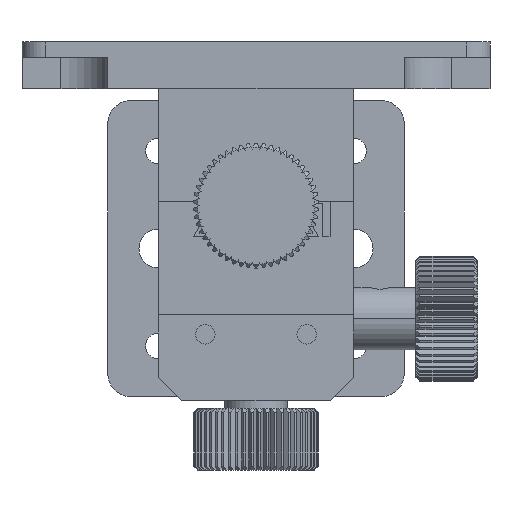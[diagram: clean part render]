
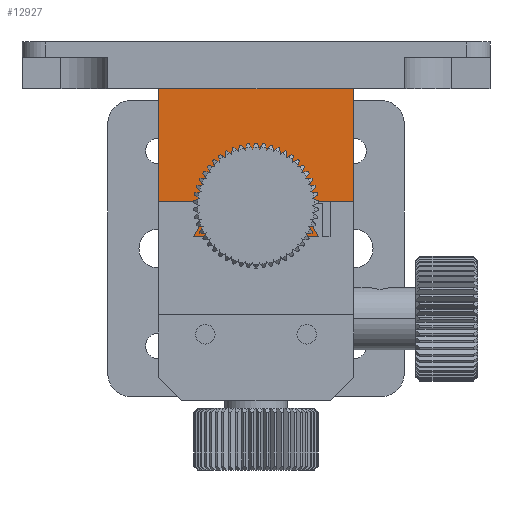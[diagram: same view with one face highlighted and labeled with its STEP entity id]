
A CAD part, front view. The second image highlights one B-rep face of the part: STEP entity #12927.
In plain terms, the highlighted planar face has unit normal (0, -1, 0).
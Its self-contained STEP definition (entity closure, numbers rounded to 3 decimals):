
#474 = CARTESIAN_POINT ( 'NONE',  ( 12.5, -17., -14.5 ) ) ;
#1030 = EDGE_CURVE ( 'NONE', #19958, #10810, #5006, .T. ) ;
#1257 = VERTEX_POINT ( 'NONE', #11262 ) ;
#1677 = EDGE_CURVE ( 'NONE', #29191, #7396, #36858, .T. ) ;
#2180 = CARTESIAN_POINT ( 'NONE',  ( 5.402, -17., -14.5 ) ) ;
#2988 = CIRCLE ( 'NONE', #3514, 5. ) ;
#3436 = EDGE_CURVE ( 'NONE', #6663, #27072, #2988, .T. ) ;
#3512 = EDGE_CURVE ( 'NONE', #32963, #17919, #14805, .T. ) ;
#3514 = AXIS2_PLACEMENT_3D ( 'NONE', #25556, #25430, #7536 ) ;
#3802 = DIRECTION ( 'NONE',  ( 1., 0., 0. ) ) ;
#3968 = CARTESIAN_POINT ( 'NONE',  ( 8., -17., -19. ) ) ;
#4093 = DIRECTION ( 'NONE',  ( 0.5, 0., -0.866 ) ) ;
#4638 = EDGE_CURVE ( 'NONE', #1257, #19816, #30586, .T. ) ;
#4672 = PLANE ( 'NONE',  #28900 ) ;
#4852 = VECTOR ( 'NONE', #11340, 1000. ) ;
#5006 = CIRCLE ( 'NONE', #8231, 5. ) ;
#5239 = VECTOR ( 'NONE', #22274, 1000. ) ;
#6071 = LINE ( 'NONE', #33723, #16027 ) ;
#6663 = VERTEX_POINT ( 'NONE', #10278 ) ;
#6686 = VECTOR ( 'NONE', #12000, 1000. ) ;
#7396 = VERTEX_POINT ( 'NONE', #33592 ) ;
#7481 = VERTEX_POINT ( 'NONE', #32062 ) ;
#7536 = DIRECTION ( 'NONE',  ( 1., 0., 0. ) ) ;
#8231 = AXIS2_PLACEMENT_3D ( 'NONE', #21832, #16071, #3802 ) ;
#8414 = CARTESIAN_POINT ( 'NONE',  ( -8., -17., -19. ) ) ;
#8508 = CARTESIAN_POINT ( 'NONE',  ( -5.402, -17., -14.5 ) ) ;
#8568 = CARTESIAN_POINT ( 'NONE',  ( -12.5, -17., -14.5 ) ) ;
#9225 = DIRECTION ( 'NONE',  ( 0.5, 0., 0.866 ) ) ;
#10278 = CARTESIAN_POINT ( 'NONE',  ( -3., -17., -19. ) ) ;
#10431 = VECTOR ( 'NONE', #9225, 1000. ) ;
#10461 = DIRECTION ( 'NONE',  ( 1., 0., 0. ) ) ;
#10810 = VERTEX_POINT ( 'NONE', #20067 ) ;
#10950 = LINE ( 'NONE', #13588, #5239 ) ;
#11262 = CARTESIAN_POINT ( 'NONE',  ( -8., -17., -19. ) ) ;
#11340 = DIRECTION ( 'NONE',  ( -1., 0., 0. ) ) ;
#12000 = DIRECTION ( 'NONE',  ( 0., 0., -1. ) ) ;
#12011 = CARTESIAN_POINT ( 'NONE',  ( -8., -17., -19. ) ) ;
#12039 = ORIENTED_EDGE ( 'NONE', *, *, #23029, .T. ) ;
#12144 = EDGE_LOOP ( 'NONE', ( #15889, #15076, #12039, #17753, #27973, #16677, #35130, #25344, #38474, #23194, #17110, #31390 ) ) ;
#12392 = CARTESIAN_POINT ( 'NONE',  ( 12.5, -17., -14.5 ) ) ;
#12611 = EDGE_CURVE ( 'NONE', #7396, #20386, #34170, .T. ) ;
#12927 = ADVANCED_FACE ( 'NONE', ( #17377 ), #4672, .F. ) ;
#13117 = VECTOR ( 'NONE', #32879, 1000. ) ;
#13588 = CARTESIAN_POINT ( 'NONE',  ( 3., -17., -19. ) ) ;
#13779 = CARTESIAN_POINT ( 'NONE',  ( 0., -17., -15. ) ) ;
#14309 = DIRECTION ( 'NONE',  ( -1., 0., 0. ) ) ;
#14805 = LINE ( 'NONE', #2180, #19968 ) ;
#15076 = ORIENTED_EDGE ( 'NONE', *, *, #3436, .T. ) ;
#15077 = CARTESIAN_POINT ( 'NONE',  ( -12.5, -17., -14.5 ) ) ;
#15889 = ORIENTED_EDGE ( 'NONE', *, *, #21082, .F. ) ;
#16027 = VECTOR ( 'NONE', #30456, 1000. ) ;
#16071 = DIRECTION ( 'NONE',  ( 0., 1., 0. ) ) ;
#16304 = DIRECTION ( 'NONE',  ( 0., 1., 0. ) ) ;
#16677 = ORIENTED_EDGE ( 'NONE', *, *, #21317, .F. ) ;
#16708 = CARTESIAN_POINT ( 'NONE',  ( 12.5, -17., 0. ) ) ;
#17110 = ORIENTED_EDGE ( 'NONE', *, *, #19437, .F. ) ;
#17209 = EDGE_CURVE ( 'NONE', #7481, #10810, #10950, .T. ) ;
#17377 = FACE_OUTER_BOUND ( 'NONE', #12144, .T. ) ;
#17632 = CARTESIAN_POINT ( 'NONE',  ( 5.402, -17., -14.5 ) ) ;
#17753 = ORIENTED_EDGE ( 'NONE', *, *, #1030, .T. ) ;
#17919 = VERTEX_POINT ( 'NONE', #17632 ) ;
#19196 = CARTESIAN_POINT ( 'NONE',  ( -5., -17., -15. ) ) ;
#19437 = EDGE_CURVE ( 'NONE', #19816, #29191, #6071, .T. ) ;
#19816 = VERTEX_POINT ( 'NONE', #8508 ) ;
#19915 = LINE ( 'NONE', #12392, #6686 ) ;
#19958 = VERTEX_POINT ( 'NONE', #29893 ) ;
#19968 = VECTOR ( 'NONE', #14309, 1000. ) ;
#20067 = CARTESIAN_POINT ( 'NONE',  ( 3., -17., -19. ) ) ;
#20386 = VERTEX_POINT ( 'NONE', #23882 ) ;
#21044 = VECTOR ( 'NONE', #34650, 1000. ) ;
#21082 = EDGE_CURVE ( 'NONE', #6663, #1257, #34369, .T. ) ;
#21160 = AXIS2_PLACEMENT_3D ( 'NONE', #13779, #34678, #32074 ) ;
#21168 = CIRCLE ( 'NONE', #21160, 5. ) ;
#21256 = EDGE_CURVE ( 'NONE', #20386, #32963, #19915, .T. ) ;
#21317 = EDGE_CURVE ( 'NONE', #17919, #7481, #30130, .T. ) ;
#21832 = CARTESIAN_POINT ( 'NONE',  ( 0., -17., -15. ) ) ;
#22274 = DIRECTION ( 'NONE',  ( -1., 0., 0. ) ) ;
#23029 = EDGE_CURVE ( 'NONE', #27072, #19958, #21168, .T. ) ;
#23194 = ORIENTED_EDGE ( 'NONE', *, *, #1677, .F. ) ;
#23882 = CARTESIAN_POINT ( 'NONE',  ( 12.5, -17., 0. ) ) ;
#23902 = CARTESIAN_POINT ( 'NONE',  ( -12.5, -17., 0. ) ) ;
#25344 = ORIENTED_EDGE ( 'NONE', *, *, #21256, .F. ) ;
#25430 = DIRECTION ( 'NONE',  ( 0., 1., 0. ) ) ;
#25556 = CARTESIAN_POINT ( 'NONE',  ( 0., -17., -15. ) ) ;
#25943 = VECTOR ( 'NONE', #4093, 1000. ) ;
#27072 = VERTEX_POINT ( 'NONE', #19196 ) ;
#27973 = ORIENTED_EDGE ( 'NONE', *, *, #17209, .F. ) ;
#28900 = AXIS2_PLACEMENT_3D ( 'NONE', #16708, #16304, #10461 ) ;
#29191 = VERTEX_POINT ( 'NONE', #15077 ) ;
#29893 = CARTESIAN_POINT ( 'NONE',  ( 5., -17., -15. ) ) ;
#30130 = LINE ( 'NONE', #3968, #25943 ) ;
#30456 = DIRECTION ( 'NONE',  ( -1., 0., 0. ) ) ;
#30586 = LINE ( 'NONE', #12011, #10431 ) ;
#31390 = ORIENTED_EDGE ( 'NONE', *, *, #4638, .F. ) ;
#32062 = CARTESIAN_POINT ( 'NONE',  ( 8., -17., -19. ) ) ;
#32074 = DIRECTION ( 'NONE',  ( 1., 0., 0. ) ) ;
#32879 = DIRECTION ( 'NONE',  ( 1., 0., 0. ) ) ;
#32963 = VERTEX_POINT ( 'NONE', #474 ) ;
#33592 = CARTESIAN_POINT ( 'NONE',  ( -12.5, -17., 0. ) ) ;
#33723 = CARTESIAN_POINT ( 'NONE',  ( -5.402, -17., -14.5 ) ) ;
#34170 = LINE ( 'NONE', #23902, #13117 ) ;
#34369 = LINE ( 'NONE', #8414, #4852 ) ;
#34650 = DIRECTION ( 'NONE',  ( 0., 0., 1. ) ) ;
#34678 = DIRECTION ( 'NONE',  ( 0., 1., 0. ) ) ;
#35130 = ORIENTED_EDGE ( 'NONE', *, *, #3512, .F. ) ;
#36858 = LINE ( 'NONE', #8568, #21044 ) ;
#38474 = ORIENTED_EDGE ( 'NONE', *, *, #12611, .F. ) ;
